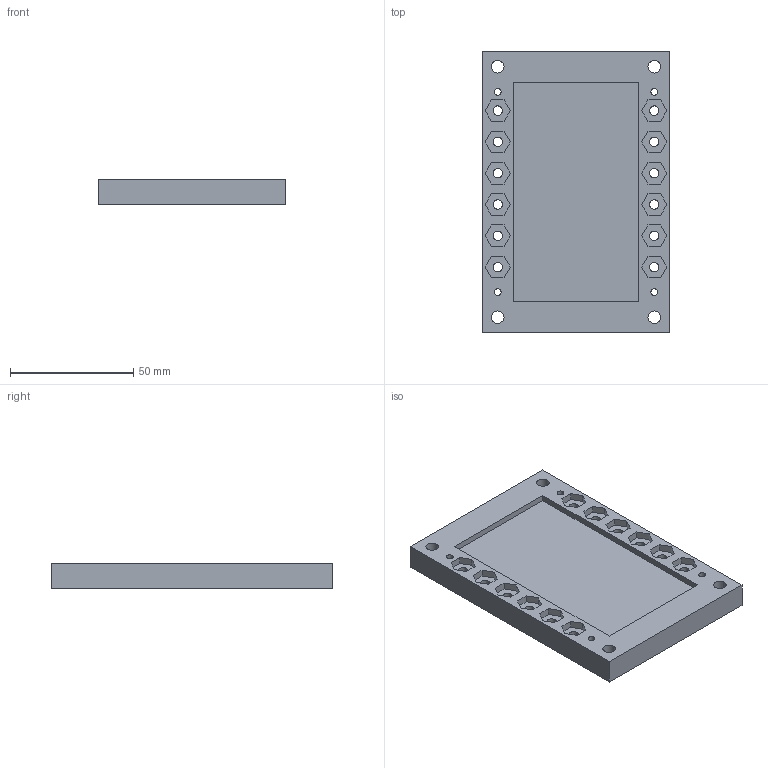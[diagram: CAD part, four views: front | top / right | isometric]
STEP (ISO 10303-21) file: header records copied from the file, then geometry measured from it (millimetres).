
FILE_DESCRIPTION(('FreeCAD Model'),'2;1');
FILE_NAME('Open CASCADE Shape Model','2021-12-15T14:53:20',('Author'),( ''),'Open CASCADE STEP processor 7.5','FreeCAD','Unknown');
FILE_SCHEMA(('AUTOMOTIVE_DESIGN { 1 0 10303 214 1 1 1 1 }'));
Length unit declared in the file: millimetre
Products named in the file (3): Part; Body; LCS_1
Assembly tree (2 placements, depth 2):
  Part
    Body
    LCS_1
Bounding box: 76.2 x 114.3 x 10.16 mm (x, y, z)
Volume: 72605.8 mm3; surface area: 24628.6 mm2
Topology: 1 solids, 1 shells, 115 faces, 300 edges, 200 vertices
Faces by surface type: plane 95, cylinder 20
Full cylindrical faces by diameter (mm): 2.794 x4, 3.81 x12, 5.08 x4
Entity records: 7580 total; most frequent: CARTESIAN_POINT 1314, DIRECTION 1160, LINE 820, VECTOR 820, ORIENTED_EDGE 600, PCURVE 600, DEFINITIONAL_REPRESENTATION 600, EDGE_CURVE 300
